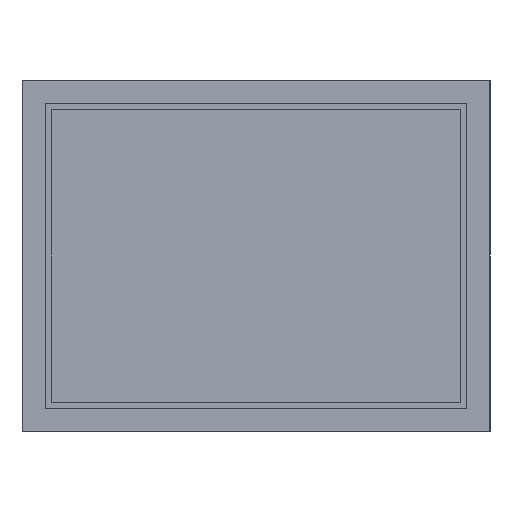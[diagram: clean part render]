
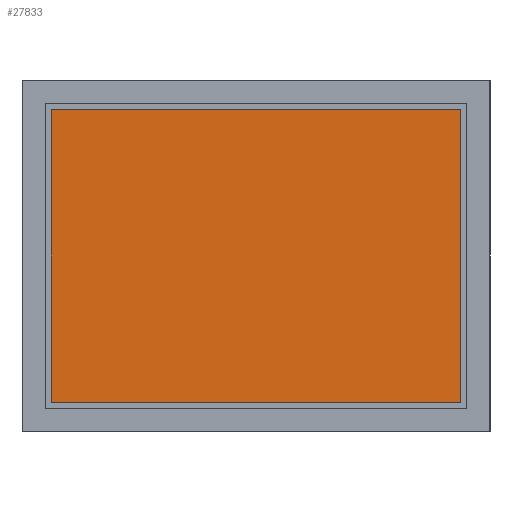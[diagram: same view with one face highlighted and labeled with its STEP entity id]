
A CAD part, front view. The second image highlights one B-rep face of the part: STEP entity #27833.
In plain terms, the highlighted planar face has unit normal (0, -1, 0).
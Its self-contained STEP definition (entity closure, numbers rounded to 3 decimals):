
#27701=CARTESIAN_POINT('',(-796.429,1909.182,35.5));
#27702=VERTEX_POINT('',#27701);
#27709=CARTESIAN_POINT('',(-796.429,1909.182,661.5));
#27710=VERTEX_POINT('',#27709);
#27711=CARTESIAN_POINT('',(-796.429,1909.182,661.5));
#27712=DIRECTION('',(0.0,0.0,-1.0));
#27713=VECTOR('',#27712,626.0);
#27714=LINE('',#27711,#27713);
#27715=EDGE_CURVE('',#27710,#27702,#27714,.T.);
#27740=CARTESIAN_POINT('',(79.571,1909.182,661.5));
#27741=VERTEX_POINT('',#27740);
#27742=CARTESIAN_POINT('',(79.571,1909.182,661.5));
#27743=DIRECTION('',(-1.0,0.0,0.0));
#27744=VECTOR('',#27743,876.);
#27745=LINE('',#27742,#27744);
#27746=EDGE_CURVE('',#27741,#27710,#27745,.T.);
#27771=CARTESIAN_POINT('',(79.571,1909.182,35.5));
#27772=VERTEX_POINT('',#27771);
#27773=CARTESIAN_POINT('',(79.571,1909.182,35.5));
#27774=DIRECTION('',(0.0,0.0,1.0));
#27775=VECTOR('',#27774,626.0);
#27776=LINE('',#27773,#27775);
#27777=EDGE_CURVE('',#27772,#27741,#27776,.T.);
#27800=CARTESIAN_POINT('',(-796.429,1909.182,35.5));
#27801=DIRECTION('',(1.0,0.0,0.0));
#27802=VECTOR('',#27801,876.);
#27803=LINE('',#27800,#27802);
#27804=EDGE_CURVE('',#27702,#27772,#27803,.T.);
#27822=CARTESIAN_POINT('',(-458.429,1909.182,-26.5));
#27823=DIRECTION('',(0.0,-1.0,0.0));
#27824=DIRECTION('',(1.0,0.0,0.0));
#27825=AXIS2_PLACEMENT_3D('',#27822,#27823,#27824);
#27826=PLANE('',#27825);
#27827=ORIENTED_EDGE('',*,*,#27715,.T.);
#27828=ORIENTED_EDGE('',*,*,#27804,.T.);
#27829=ORIENTED_EDGE('',*,*,#27777,.T.);
#27830=ORIENTED_EDGE('',*,*,#27746,.T.);
#27831=EDGE_LOOP('',(#27827,#27828,#27829,#27830));
#27832=FACE_OUTER_BOUND('',#27831,.T.);
#27833=ADVANCED_FACE('',(#27832),#27826,.T.);
